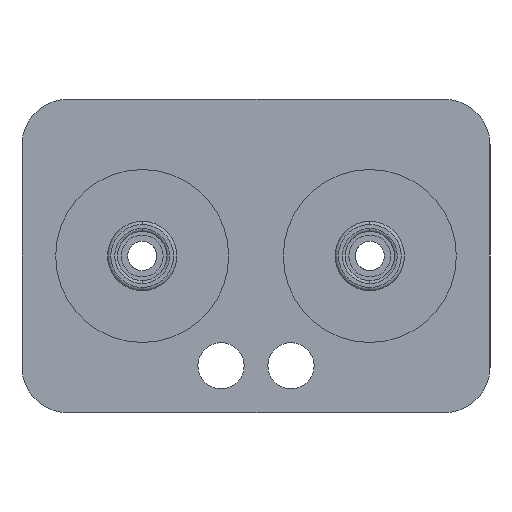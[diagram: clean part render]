
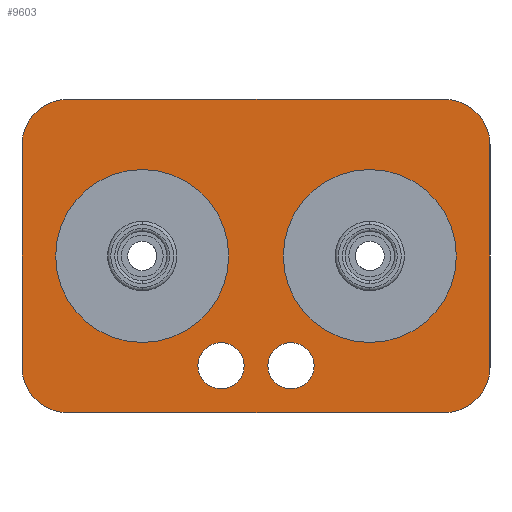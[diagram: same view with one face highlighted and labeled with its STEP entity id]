
A CAD part, left-side view. The second image highlights one B-rep face of the part: STEP entity #9603.
In plain terms, the highlighted planar face has unit normal (-1, 0, 0).
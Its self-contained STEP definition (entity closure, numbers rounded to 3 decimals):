
#128 = VECTOR ( 'NONE', #1670, 1000. ) ;
#201 = LINE ( 'NONE', #6133, #7115 ) ;
#546 = AXIS2_PLACEMENT_3D ( 'NONE', #8208, #4381, #10234 ) ;
#560 = CIRCLE ( 'NONE', #3533, 2.5 ) ;
#583 = ORIENTED_EDGE ( 'NONE', *, *, #9494, .T. ) ;
#702 = CIRCLE ( 'NONE', #19631, 1.27 ) ;
#1013 = AXIS2_PLACEMENT_3D ( 'NONE', #19959, #21806, #16193 ) ;
#1131 = CARTESIAN_POINT ( 'NONE',  ( -78.25, 6.25, 0. ) ) ;
#1670 = DIRECTION ( 'NONE',  ( 0., -1., 0. ) ) ;
#1764 = EDGE_CURVE ( 'NONE', #2179, #17771, #17978, .T. ) ;
#1803 = EDGE_CURVE ( 'NONE', #2364, #2179, #5337, .T. ) ;
#1935 = DIRECTION ( 'NONE',  ( 1., 0., 0. ) ) ;
#1958 = CARTESIAN_POINT ( 'NONE',  ( -78.25, 1.92, -6.03 ) ) ;
#2149 = EDGE_CURVE ( 'NONE', #3263, #24848, #3837, .T. ) ;
#2179 = VERTEX_POINT ( 'NONE', #10051 ) ;
#2268 = DIRECTION ( 'NONE',  ( 0., 0., 1. ) ) ;
#2364 = VERTEX_POINT ( 'NONE', #12224 ) ;
#2424 = ORIENTED_EDGE ( 'NONE', *, *, #20384, .T. ) ;
#2667 = FACE_BOUND ( 'NONE', #17505, .T. ) ;
#2738 = VERTEX_POINT ( 'NONE', #15317 ) ;
#2969 = EDGE_LOOP ( 'NONE', ( #10252, #3154 ) ) ;
#3154 = ORIENTED_EDGE ( 'NONE', *, *, #21456, .F. ) ;
#3242 = CARTESIAN_POINT ( 'NONE',  ( -78.25, -12.85, 0. ) ) ;
#3263 = VERTEX_POINT ( 'NONE', #12058 ) ;
#3315 = DIRECTION ( 'NONE',  ( -1., 0., 0. ) ) ;
#3533 = AXIS2_PLACEMENT_3D ( 'NONE', #13807, #23378, #11853 ) ;
#3776 = EDGE_CURVE ( 'NONE', #3263, #17771, #23273, .T. ) ;
#3837 = CIRCLE ( 'NONE', #22513, 2.5 ) ;
#3863 = AXIS2_PLACEMENT_3D ( 'NONE', #4635, #20472, #23819 ) ;
#3873 = CARTESIAN_POINT ( 'NONE',  ( -78.25, 1.92, -6.03 ) ) ;
#4381 = DIRECTION ( 'NONE',  ( -1., 0., 0. ) ) ;
#4502 = ORIENTED_EDGE ( 'NONE', *, *, #1803, .T. ) ;
#4550 = AXIS2_PLACEMENT_3D ( 'NONE', #1131, #16422, #4926 ) ;
#4635 = CARTESIAN_POINT ( 'NONE',  ( -78.25, -10.35, -6.1 ) ) ;
#4721 = DIRECTION ( 'NONE',  ( 0., -1., 0. ) ) ;
#4925 = CIRCLE ( 'NONE', #24934, 4.75 ) ;
#4926 = DIRECTION ( 'NONE',  ( 0., 0., 1. ) ) ;
#5086 = FACE_BOUND ( 'NONE', #9746, .T. ) ;
#5233 = VERTEX_POINT ( 'NONE', #17856 ) ;
#5337 = LINE ( 'NONE', #8550, #8023 ) ;
#5476 = CIRCLE ( 'NONE', #4550, 4.75 ) ;
#5577 = VERTEX_POINT ( 'NONE', #19020 ) ;
#5980 = DIRECTION ( 'NONE',  ( -1., 0., 0. ) ) ;
#6133 = CARTESIAN_POINT ( 'NONE',  ( -78.25, 12.85, 0. ) ) ;
#6450 = VERTEX_POINT ( 'NONE', #13051 ) ;
#6513 = VERTEX_POINT ( 'NONE', #10948 ) ;
#7115 = VECTOR ( 'NONE', #17662, 1000. ) ;
#7711 = DIRECTION ( 'NONE',  ( 0., 0., 1. ) ) ;
#7723 = EDGE_LOOP ( 'NONE', ( #22400, #8242 ) ) ;
#7850 = ORIENTED_EDGE ( 'NONE', *, *, #14763, .F. ) ;
#7998 = ORIENTED_EDGE ( 'NONE', *, *, #16535, .F. ) ;
#8023 = VECTOR ( 'NONE', #4721, 1000. ) ;
#8031 = VERTEX_POINT ( 'NONE', #8243 ) ;
#8064 = CARTESIAN_POINT ( 'NONE',  ( -78.25, -12.85, -6.1 ) ) ;
#8208 = CARTESIAN_POINT ( 'NONE',  ( -78.25, 10.35, -6.1 ) ) ;
#8242 = ORIENTED_EDGE ( 'NONE', *, *, #8265, .T. ) ;
#8243 = CARTESIAN_POINT ( 'NONE',  ( -78.25, -6.25, -4.75 ) ) ;
#8261 = VERTEX_POINT ( 'NONE', #17322 ) ;
#8265 = EDGE_CURVE ( 'NONE', #24334, #21408, #12011, .T. ) ;
#8550 = CARTESIAN_POINT ( 'NONE',  ( -78.25, 12.85, -8.6 ) ) ;
#9077 = DIRECTION ( 'NONE',  ( 0., 0., 1. ) ) ;
#9082 = DIRECTION ( 'NONE',  ( -1., 0., 0. ) ) ;
#9494 = EDGE_CURVE ( 'NONE', #5233, #6513, #560, .T. ) ;
#9603 = ADVANCED_FACE ( 'NONE', ( #23100, #5086, #16500, #2667, #19788 ), #22270, .T. ) ;
#9746 = EDGE_LOOP ( 'NONE', ( #7850, #7998 ) ) ;
#9751 = LINE ( 'NONE', #11406, #128 ) ;
#9809 = CIRCLE ( 'NONE', #23325, 4.75 ) ;
#10051 = CARTESIAN_POINT ( 'NONE',  ( -78.25, -10.35, -8.6 ) ) ;
#10234 = DIRECTION ( 'NONE',  ( 0., 0., 1. ) ) ;
#10252 = ORIENTED_EDGE ( 'NONE', *, *, #18633, .F. ) ;
#10948 = CARTESIAN_POINT ( 'NONE',  ( -78.25, 12.85, 6.1 ) ) ;
#10964 = CARTESIAN_POINT ( 'NONE',  ( -78.25, 1.92, -4.76 ) ) ;
#11148 = CIRCLE ( 'NONE', #19348, 1.27 ) ;
#11406 = CARTESIAN_POINT ( 'NONE',  ( -78.25, 12.85, 8.6 ) ) ;
#11532 = CARTESIAN_POINT ( 'NONE',  ( -78.25, 6.25, -4.75 ) ) ;
#11748 = DIRECTION ( 'NONE',  ( 0., 0., 1. ) ) ;
#11853 = DIRECTION ( 'NONE',  ( 0., 0., 1. ) ) ;
#11984 = VERTEX_POINT ( 'NONE', #10964 ) ;
#12011 = CIRCLE ( 'NONE', #24880, 4.75 ) ;
#12051 = CARTESIAN_POINT ( 'NONE',  ( -78.25, -10.35, 6.1 ) ) ;
#12058 = CARTESIAN_POINT ( 'NONE',  ( -78.25, -12.85, 6.1 ) ) ;
#12224 = CARTESIAN_POINT ( 'NONE',  ( -78.25, 10.35, -8.6 ) ) ;
#12634 = DIRECTION ( 'NONE',  ( 0., 0., 1. ) ) ;
#12678 = ORIENTED_EDGE ( 'NONE', *, *, #2149, .T. ) ;
#12788 = CARTESIAN_POINT ( 'NONE',  ( -78.25, -6.25, 0. ) ) ;
#13051 = CARTESIAN_POINT ( 'NONE',  ( -78.25, -1.92, -7.3 ) ) ;
#13393 = ORIENTED_EDGE ( 'NONE', *, *, #3776, .F. ) ;
#13561 = ORIENTED_EDGE ( 'NONE', *, *, #22955, .F. ) ;
#13807 = CARTESIAN_POINT ( 'NONE',  ( -78.25, 10.35, 6.1 ) ) ;
#14104 = CIRCLE ( 'NONE', #546, 2.5 ) ;
#14763 = EDGE_CURVE ( 'NONE', #11984, #8261, #702, .T. ) ;
#15317 = CARTESIAN_POINT ( 'NONE',  ( -78.25, -1.92, -4.76 ) ) ;
#15559 = AXIS2_PLACEMENT_3D ( 'NONE', #22463, #22543, #18556 ) ;
#15851 = EDGE_CURVE ( 'NONE', #21408, #24334, #5476, .T. ) ;
#16193 = DIRECTION ( 'NONE',  ( 0., 0., -1. ) ) ;
#16422 = DIRECTION ( 'NONE',  ( 1., 0., 0. ) ) ;
#16500 = FACE_BOUND ( 'NONE', #7723, .T. ) ;
#16535 = EDGE_CURVE ( 'NONE', #8261, #11984, #11148, .T. ) ;
#16741 = CARTESIAN_POINT ( 'NONE',  ( -78.25, 12.85, 0. ) ) ;
#16812 = CIRCLE ( 'NONE', #1013, 1.27 ) ;
#16966 = ORIENTED_EDGE ( 'NONE', *, *, #18435, .T. ) ;
#17295 = VECTOR ( 'NONE', #22275, 1000. ) ;
#17322 = CARTESIAN_POINT ( 'NONE',  ( -78.25, 1.92, -7.3 ) ) ;
#17505 = EDGE_LOOP ( 'NONE', ( #17923, #13561 ) ) ;
#17662 = DIRECTION ( 'NONE',  ( 0., 0., -1. ) ) ;
#17771 = VERTEX_POINT ( 'NONE', #8064 ) ;
#17856 = CARTESIAN_POINT ( 'NONE',  ( -78.25, 10.35, 8.6 ) ) ;
#17923 = ORIENTED_EDGE ( 'NONE', *, *, #24686, .F. ) ;
#17929 = ORIENTED_EDGE ( 'NONE', *, *, #1764, .T. ) ;
#17978 = CIRCLE ( 'NONE', #3863, 2.5 ) ;
#18372 = DIRECTION ( 'NONE',  ( 0., 0., 1. ) ) ;
#18435 = EDGE_CURVE ( 'NONE', #5577, #2364, #14104, .T. ) ;
#18556 = DIRECTION ( 'NONE',  ( 0., 0., -1. ) ) ;
#18633 = EDGE_CURVE ( 'NONE', #6450, #2738, #16812, .T. ) ;
#19008 = DIRECTION ( 'NONE',  ( 0., 0., 1. ) ) ;
#19019 = CARTESIAN_POINT ( 'NONE',  ( -78.25, -10.35, 8.6 ) ) ;
#19020 = CARTESIAN_POINT ( 'NONE',  ( -78.25, 12.85, -6.1 ) ) ;
#19348 = AXIS2_PLACEMENT_3D ( 'NONE', #3873, #24840, #7711 ) ;
#19631 = AXIS2_PLACEMENT_3D ( 'NONE', #1958, #5980, #11748 ) ;
#19705 = DIRECTION ( 'NONE',  ( -1., 0., 0. ) ) ;
#19788 = FACE_BOUND ( 'NONE', #2969, .T. ) ;
#19959 = CARTESIAN_POINT ( 'NONE',  ( -78.25, -1.92, -6.03 ) ) ;
#20037 = CIRCLE ( 'NONE', #15559, 1.27 ) ;
#20120 = CARTESIAN_POINT ( 'NONE',  ( -78.25, 6.25, 4.75 ) ) ;
#20384 = EDGE_CURVE ( 'NONE', #6513, #5577, #201, .T. ) ;
#20425 = CARTESIAN_POINT ( 'NONE',  ( -78.25, -6.25, 4.75 ) ) ;
#20433 = EDGE_LOOP ( 'NONE', ( #2424, #16966, #4502, #17929, #13393, #12678, #24393, #583 ) ) ;
#20472 = DIRECTION ( 'NONE',  ( -1., 0., 0. ) ) ;
#21233 = CARTESIAN_POINT ( 'NONE',  ( -78.25, 6.25, 0. ) ) ;
#21408 = VERTEX_POINT ( 'NONE', #20120 ) ;
#21456 = EDGE_CURVE ( 'NONE', #2738, #6450, #20037, .T. ) ;
#21518 = AXIS2_PLACEMENT_3D ( 'NONE', #16741, #24439, #9077 ) ;
#21806 = DIRECTION ( 'NONE',  ( -1., 0., 0. ) ) ;
#22270 = PLANE ( 'NONE',  #21518 ) ;
#22275 = DIRECTION ( 'NONE',  ( 0., 0., -1. ) ) ;
#22352 = CARTESIAN_POINT ( 'NONE',  ( -78.25, -6.25, 0. ) ) ;
#22400 = ORIENTED_EDGE ( 'NONE', *, *, #15851, .T. ) ;
#22463 = CARTESIAN_POINT ( 'NONE',  ( -78.25, -1.92, -6.03 ) ) ;
#22513 = AXIS2_PLACEMENT_3D ( 'NONE', #12051, #19705, #2268 ) ;
#22543 = DIRECTION ( 'NONE',  ( -1., 0., 0. ) ) ;
#22955 = EDGE_CURVE ( 'NONE', #24749, #8031, #9809, .T. ) ;
#23100 = FACE_OUTER_BOUND ( 'NONE', #20433, .T. ) ;
#23273 = LINE ( 'NONE', #3242, #17295 ) ;
#23325 = AXIS2_PLACEMENT_3D ( 'NONE', #22352, #3315, #12634 ) ;
#23378 = DIRECTION ( 'NONE',  ( -1., 0., 0. ) ) ;
#23753 = EDGE_CURVE ( 'NONE', #5233, #24848, #9751, .T. ) ;
#23819 = DIRECTION ( 'NONE',  ( 0., 0., 1. ) ) ;
#24334 = VERTEX_POINT ( 'NONE', #11532 ) ;
#24393 = ORIENTED_EDGE ( 'NONE', *, *, #23753, .F. ) ;
#24439 = DIRECTION ( 'NONE',  ( -1., 0., 0. ) ) ;
#24686 = EDGE_CURVE ( 'NONE', #8031, #24749, #4925, .T. ) ;
#24749 = VERTEX_POINT ( 'NONE', #20425 ) ;
#24840 = DIRECTION ( 'NONE',  ( -1., 0., 0. ) ) ;
#24848 = VERTEX_POINT ( 'NONE', #19019 ) ;
#24880 = AXIS2_PLACEMENT_3D ( 'NONE', #21233, #1935, #19008 ) ;
#24934 = AXIS2_PLACEMENT_3D ( 'NONE', #12788, #9082, #18372 ) ;
